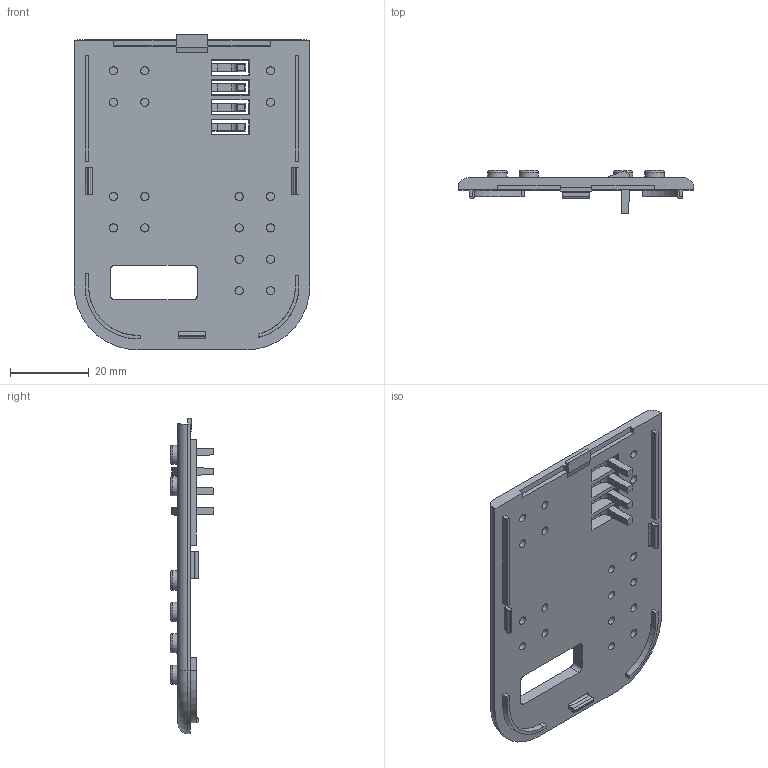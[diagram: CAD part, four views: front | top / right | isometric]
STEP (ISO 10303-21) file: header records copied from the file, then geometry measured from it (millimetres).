
FILE_DESCRIPTION(/* description */ (''),/* implementation_level */ '2;1');
FILE_NAME(/* name */ 'BB Blue encl -Cover.stp',/* time_stamp */ '2017-06-06T15:28:51-04:00',/* author */ ('lwalsh'),/* organization */ (''),/* preprocessor_version */ 'ST-DEVELOPER v16.13',/* originating_system */ 'Autodesk Inventor 2018',/* authorisation */ '');
FILE_SCHEMA (('AUTOMOTIVE_DESIGN { 1 0 10303 214 3 1 1 }'));
Length unit declared in the file: millimetre
Products named in the file (1): cover 2
Bounding box: 59.98 x 11 x 80.34 mm (x, y, z)
Volume: 13877.1 mm3; surface area: 11368 mm2
Topology: 1 solids, 1 shells, 443 faces, 1117 edges, 738 vertices
Faces by surface type: plane 262, bspline 83, cone 46, cylinder 32, torus 20
Entity records: 13271 total; most frequent: CARTESIAN_POINT 3290, ORIENTED_EDGE 2090, DIRECTION 1776, EDGE_CURVE 1045, VERTEX_POINT 720, LINE 702, VECTOR 702, EDGE_LOOP 569
